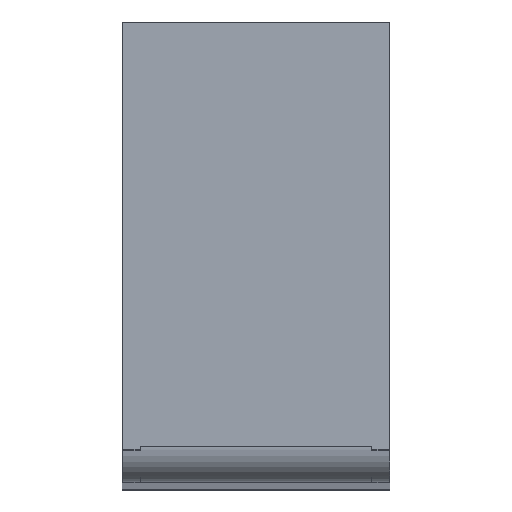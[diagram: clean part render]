
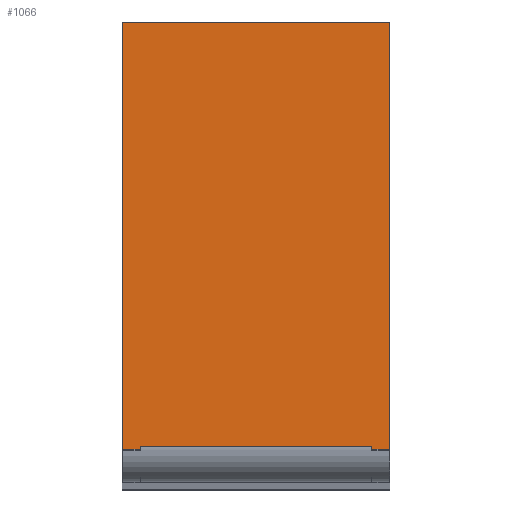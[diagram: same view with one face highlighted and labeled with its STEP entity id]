
A CAD part, top view. The second image highlights one B-rep face of the part: STEP entity #1066.
In plain terms, the highlighted planar face has unit normal (0, 0, 1).
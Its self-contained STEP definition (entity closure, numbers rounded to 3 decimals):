
#56=FACE_OUTER_BOUND('',#110,.T.);
#110=EDGE_LOOP('',(#792,#793,#794,#795,#796,#797,#798,#799));
#169=LINE('',#1544,#309);
#178=LINE('',#1572,#318);
#183=LINE('',#1581,#323);
#188=LINE('',#1592,#328);
#195=LINE('',#1606,#335);
#199=LINE('',#1614,#339);
#203=LINE('',#1622,#343);
#204=LINE('',#1623,#344);
#309=VECTOR('',#1257,10.);
#318=VECTOR('',#1282,10.);
#323=VECTOR('',#1291,10.);
#328=VECTOR('',#1300,10.);
#335=VECTOR('',#1311,10.);
#339=VECTOR('',#1319,10.);
#343=VECTOR('',#1325,10.);
#344=VECTOR('',#1326,10.);
#450=VERTEX_POINT('',#1541);
#451=VERTEX_POINT('',#1543);
#461=VERTEX_POINT('',#1569);
#462=VERTEX_POINT('',#1571);
#468=VERTEX_POINT('',#1591);
#473=VERTEX_POINT('',#1605);
#475=VERTEX_POINT('',#1613);
#478=VERTEX_POINT('',#1621);
#559=EDGE_CURVE('',#451,#450,#169,.T.);
#574=EDGE_CURVE('',#462,#461,#178,.T.);
#579=EDGE_CURVE('',#450,#462,#183,.T.);
#584=EDGE_CURVE('',#468,#451,#188,.T.);
#591=EDGE_CURVE('',#473,#468,#195,.T.);
#595=EDGE_CURVE('',#475,#473,#199,.T.);
#599=EDGE_CURVE('',#461,#478,#203,.T.);
#600=EDGE_CURVE('',#475,#478,#204,.T.);
#792=ORIENTED_EDGE('',*,*,#591,.T.);
#793=ORIENTED_EDGE('',*,*,#584,.T.);
#794=ORIENTED_EDGE('',*,*,#559,.T.);
#795=ORIENTED_EDGE('',*,*,#579,.T.);
#796=ORIENTED_EDGE('',*,*,#574,.T.);
#797=ORIENTED_EDGE('',*,*,#599,.T.);
#798=ORIENTED_EDGE('',*,*,#600,.F.);
#799=ORIENTED_EDGE('',*,*,#595,.T.);
#1012=PLANE('',#1156);
#1066=ADVANCED_FACE('',(#56),#1012,.T.);
#1156=AXIS2_PLACEMENT_3D('',#1620,#1323,#1324);
#1257=DIRECTION('',(1.,0.,0.));
#1282=DIRECTION('',(1.,0.,0.));
#1291=DIRECTION('',(0.,-1.,0.));
#1300=DIRECTION('',(0.,1.,0.));
#1311=DIRECTION('',(1.,0.,0.));
#1319=DIRECTION('',(0.,-1.,0.));
#1323=DIRECTION('center_axis',(0.,0.,1.));
#1324=DIRECTION('ref_axis',(1.,0.,0.));
#1325=DIRECTION('',(0.,1.,0.));
#1326=DIRECTION('',(1.,0.,0.));
#1541=CARTESIAN_POINT('',(13.,-6.,213.738));
#1543=CARTESIAN_POINT('',(-13.,-6.,213.738));
#1544=CARTESIAN_POINT('',(-14.,-6.,213.738));
#1569=CARTESIAN_POINT('',(15.,-6.262,213.738));
#1571=CARTESIAN_POINT('',(13.,-6.262,213.738));
#1572=CARTESIAN_POINT('',(-1.,-6.262,213.738));
#1581=CARTESIAN_POINT('',(13.,-113.131,213.738));
#1591=CARTESIAN_POINT('',(-13.,-6.262,213.738));
#1592=CARTESIAN_POINT('',(-13.,-113.262,213.738));
#1605=CARTESIAN_POINT('',(-15.,-6.262,213.738));
#1606=CARTESIAN_POINT('',(-15.,-6.262,213.738));
#1613=CARTESIAN_POINT('',(-15.,41.738,213.738));
#1614=CARTESIAN_POINT('',(-15.,-220.262,213.738));
#1620=CARTESIAN_POINT('Origin',(-15.,-220.262,213.738));
#1621=CARTESIAN_POINT('',(15.,41.738,213.738));
#1622=CARTESIAN_POINT('',(15.,-220.262,213.738));
#1623=CARTESIAN_POINT('',(-15.,41.738,213.738));
